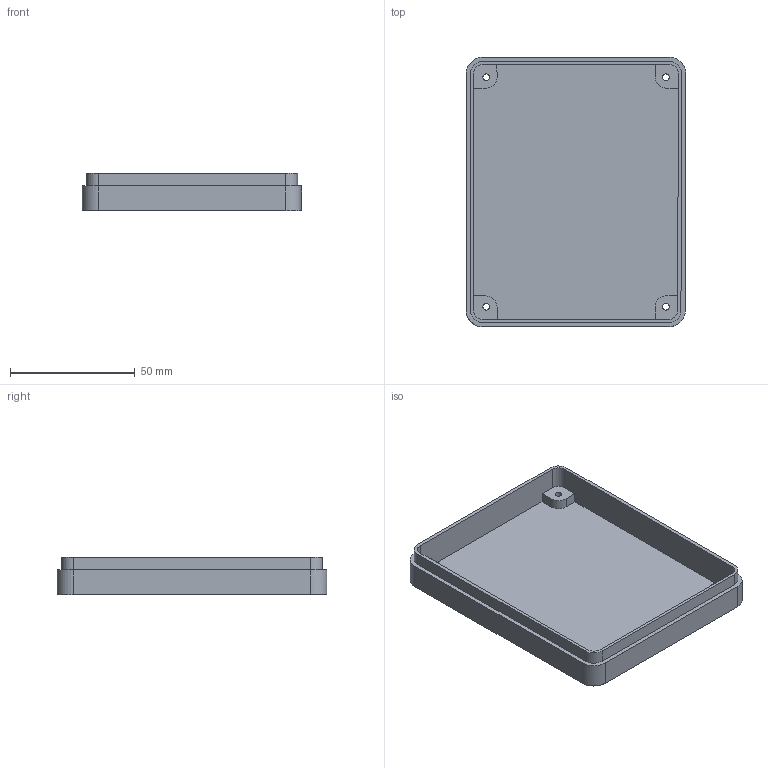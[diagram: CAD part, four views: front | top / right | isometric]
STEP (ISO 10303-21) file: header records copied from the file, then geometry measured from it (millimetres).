
FILE_DESCRIPTION(/* description */ (''),/* implementation_level */ '2;1');
FILE_NAME(/* name */ 'IC Housing 2 v10.step',/* time_stamp */ '2021-04-15T15:30:41-06:00',/* author */ (''),/* organization */ (''),/* preprocessor_version */ 'ST-DEVELOPER v18.1',/* originating_system */ 'Autodesk Translation Framework v9.10.0.1330',/* authorisation */ '');
FILE_SCHEMA (('AUTOMOTIVE_DESIGN { 1 0 10303 214 3 1 1 }'));
Length unit declared in the file: millimetre
Products named in the file (1): IC Housing 2
Bounding box: 88.01 x 108 x 15 mm (x, y, z)
Volume: 30990.8 mm3; surface area: 29576.3 mm2
Topology: 1 solids, 1 shells, 68 faces, 182 edges, 117 vertices
Faces by surface type: plane 41, cylinder 27
Full cylindrical faces by diameter (mm): 2.692 x4, 6.692 x4
Entity records: 2184 total; most frequent: DIRECTION 374, CARTESIAN_POINT 368, ORIENTED_EDGE 364, EDGE_CURVE 182, LINE 128, VECTOR 128, AXIS2_PLACEMENT_3D 123, VERTEX_POINT 117
